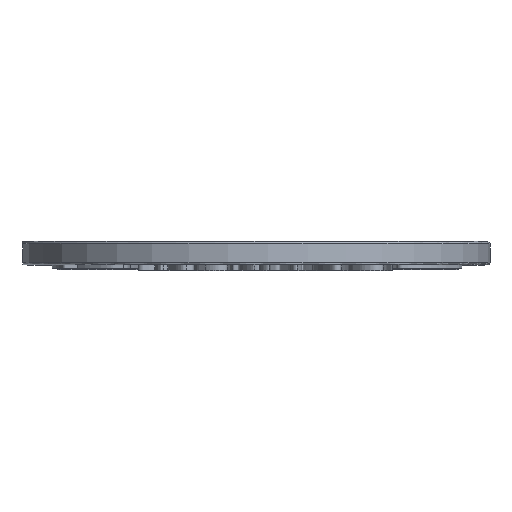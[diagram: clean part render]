
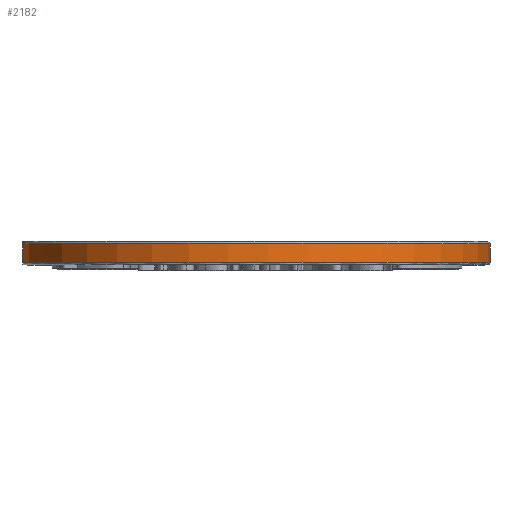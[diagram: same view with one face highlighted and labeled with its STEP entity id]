
A CAD part, top view. The second image highlights one B-rep face of the part: STEP entity #2182.
In plain terms, the highlighted cylindrical face has radius 50.9 mm (diameter 101.799 mm), a partial arc.
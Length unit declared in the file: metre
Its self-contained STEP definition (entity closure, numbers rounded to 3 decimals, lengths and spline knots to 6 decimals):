
#152=CIRCLE('',#2586,0.0509);
#153=CIRCLE('',#2587,0.0509);
#172=CYLINDRICAL_SURFACE('',#2585,0.0509);
#247=LINE('',#16388,#325);
#248=LINE('',#16409,#326);
#325=VECTOR('',#2906,1.);
#326=VECTOR('',#2907,1.);
#828=ORIENTED_EDGE('',*,*,#1097,.T.);
#829=ORIENTED_EDGE('',*,*,#1108,.T.);
#830=ORIENTED_EDGE('',*,*,#1095,.F.);
#831=ORIENTED_EDGE('',*,*,#1109,.T.);
#1095=EDGE_CURVE('',#1302,#1303,#247,.T.);
#1097=EDGE_CURVE('',#1305,#1304,#248,.T.);
#1108=EDGE_CURVE('',#1304,#1303,#152,.T.);
#1109=EDGE_CURVE('',#1302,#1305,#153,.F.);
#1302=VERTEX_POINT('',#16389);
#1303=VERTEX_POINT('',#16390);
#1304=VERTEX_POINT('',#16408);
#1305=VERTEX_POINT('',#16410);
#1699=EDGE_LOOP('',(#828,#829,#830,#831));
#1945=FACE_BOUND('',#1699,.T.);
#2182=ADVANCED_FACE('',(#1945),#172,.T.);
#2585=AXIS2_PLACEMENT_3D('',#17900,#2917,#2918);
#2586=AXIS2_PLACEMENT_3D('',#17901,#2919,#2920);
#2587=AXIS2_PLACEMENT_3D('',#17902,#2921,#2922);
#2906=DIRECTION('',(0.,1.,0.));
#2907=DIRECTION('',(0.,1.,0.));
#2917=DIRECTION('',(0.,1.,0.));
#2918=DIRECTION('',(0.,0.,1.));
#2919=DIRECTION('',(0.,-1.,0.));
#2920=DIRECTION('',(0.,0.,-1.));
#2921=DIRECTION('',(0.,-1.,0.));
#2922=DIRECTION('',(0.,0.,-1.));
#16388=CARTESIAN_POINT('',(-0.051674,-0.00508,-0.062387));
#16389=CARTESIAN_POINT('',(-0.051674,-0.004589,-0.062387));
#16390=CARTESIAN_POINT('',(-0.051674,-0.000491,-0.062387));
#16408=CARTESIAN_POINT('',(-0.049201,-0.000491,-0.062589));
#16409=CARTESIAN_POINT('',(-0.049201,-0.00508,-0.062589));
#16410=CARTESIAN_POINT('',(-0.049201,-0.004589,-0.062589));
#17900=CARTESIAN_POINT('',(-0.046303,-0.00508,-0.011772));
#17901=CARTESIAN_POINT('',(-0.046303,-0.000491,-0.011772));
#17902=CARTESIAN_POINT('',(-0.046303,-0.004589,-0.011772));
